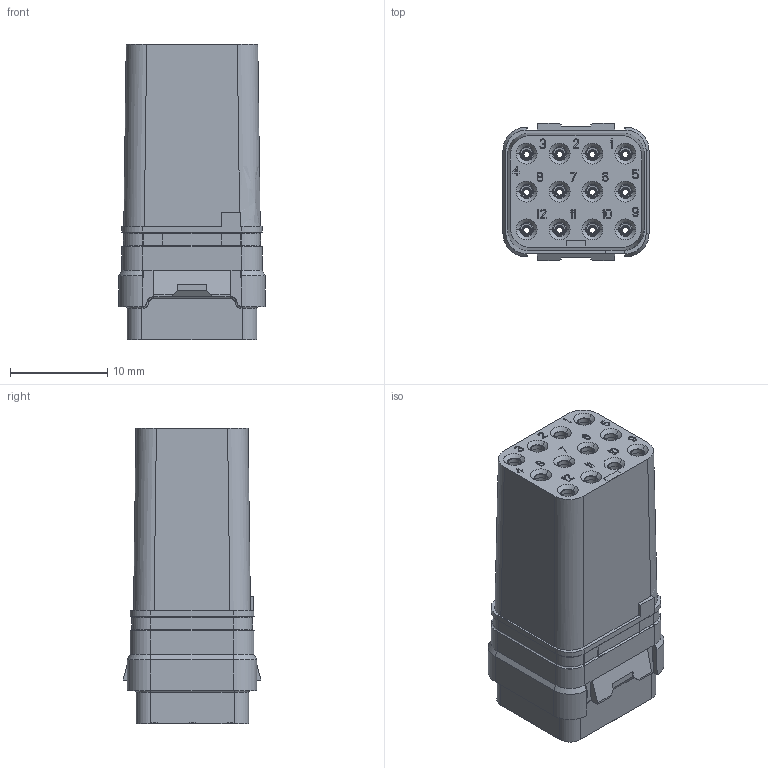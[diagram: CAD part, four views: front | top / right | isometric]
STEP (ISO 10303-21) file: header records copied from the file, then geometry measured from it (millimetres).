
FILE_DESCRIPTION((''),'2;1');
FILE_NAME('SIM3M1220SN','2020-08-21T',('presta_be4'),(''),'CREO PARAMETRIC BY PTC INC, 2018360','CREO PARAMETRIC BY PTC INC, 2018360','');
FILE_SCHEMA(('CONFIG_CONTROL_DESIGN'));
Products named in the file (1): SIM3M1220SN
Bounding box: 15 x 14.1 x 30.33 mm (x, y, z)
Volume: 3399.6 mm3; surface area: 5454.6 mm2
Topology: 1 solids, 1 shells, 2386 faces, 6040 edges, 3782 vertices
Faces by surface type: plane 1368, torus 356, cylinder 332, cone 318, bspline 12
Entity records: 72347 total; most frequent: CARTESIAN_POINT 14385, DIRECTION 12146, ORIENTED_EDGE 12080, EDGE_CURVE 6040, AXIS2_PLACEMENT_3D 4158, VECTOR 3830, LINE 3830, VERTEX_POINT 3782
